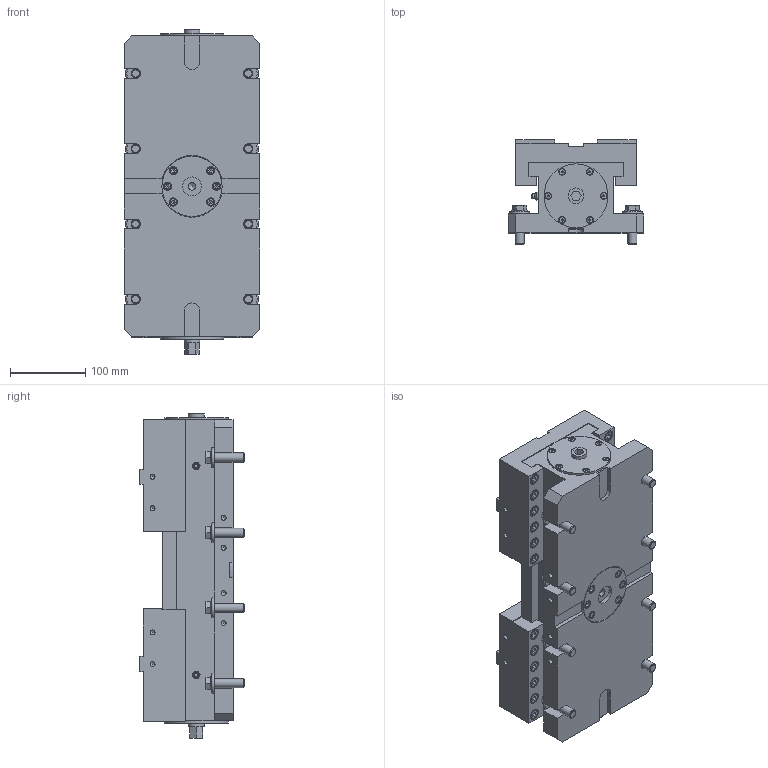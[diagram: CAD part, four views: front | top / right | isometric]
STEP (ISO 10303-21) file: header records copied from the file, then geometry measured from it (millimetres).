
FILE_DESCRIPTION(/* description */ ('Kunde (verstellbar)'),/* implementation_level */ '2;1');
FILE_NAME(/* name */ '220-0400-001_Kunde (verstellbar).stp',/* time_stamp */ '2022-11-18T14:09:47+01:00',/* author */ ('Chiacchiera'),/* organization */ (''),/* preprocessor_version */ 'ST-DEVELOPER v19.2',/* originating_system */ 'Autodesk Inventor 2023',/* authorisation */ '');
FILE_SCHEMA (('AUTOMOTIVE_DESIGN { 1 0 10303 214 3 1 1 }'));
Length unit declared in the file: millimetre
Products named in the file (3): 220-0400-001; 220-0400-001_1; 220-0400-001_Backe_Kunde (verstellbar)
Assembly tree (3 placements, depth 2):
  220-0400-001
    220-0400-001_1
    220-0400-001_Backe_Kunde (verstellbar)  x2
Bounding box: 180 x 139 x 431 mm (x, y, z)
Volume: 6307255.2 mm3; surface area: 525292.8 mm2
Topology: 3 solids, 3 shells, 960 faces, 2501 edges, 1639 vertices
Faces by surface type: plane 628, cylinder 147, cone 137, torus 46, sphere 2
Full cylindrical faces by diameter (mm): 6.647 x16, 8 x12, 10 x6, 10.106 x13, 11 x6, 12 x8, 13 x24, 15 x24, 18 x4, 19 x4, 21 x2, 25 x1, 80 x1, 85 x2
Entity records: 22678 total; most frequent: CARTESIAN_POINT 4687, ORIENTED_EDGE 3724, DIRECTION 3388, EDGE_CURVE 1862, VERTEX_POINT 1253, AXIS2_PLACEMENT_3D 1202, LINE 984, VECTOR 984
